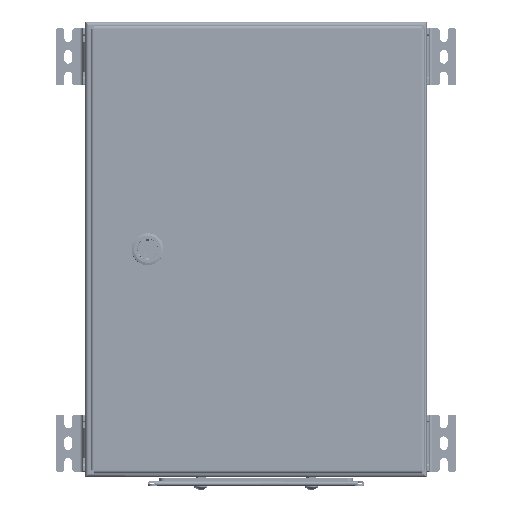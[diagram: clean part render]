
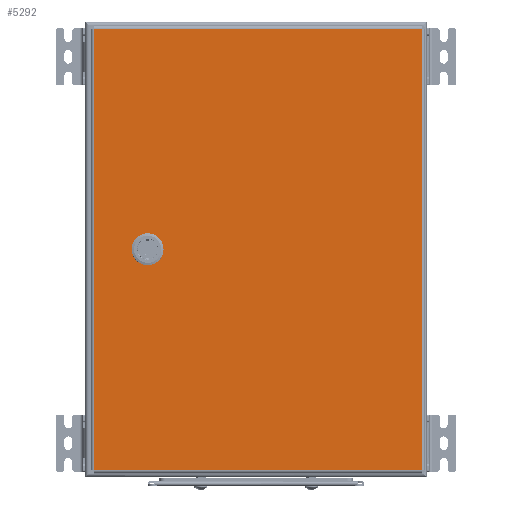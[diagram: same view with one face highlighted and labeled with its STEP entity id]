
A CAD part, top view. The second image highlights one B-rep face of the part: STEP entity #5292.
In plain terms, the highlighted planar face has unit normal (0, 0, 1).
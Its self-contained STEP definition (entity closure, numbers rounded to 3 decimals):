
#87 = LINE ( 'NONE', #54481, #58286 ) ;
#1366 = EDGE_CURVE ( 'NONE', #57483, #15793, #32874, .T. ) ;
#1799 = CARTESIAN_POINT ( 'NONE',  ( 144.793, 194., 0. ) ) ;
#2746 = EDGE_CURVE ( 'NONE', #37492, #21604, #13720, .T. ) ;
#5292 = ADVANCED_FACE ( 'NONE', ( #58126, #7382 ), #24379, .F. ) ;
#5355 = VECTOR ( 'NONE', #11144, 1000. ) ;
#5738 = CARTESIAN_POINT ( 'NONE',  ( 0., -10.25, 0. ) ) ;
#6375 = CIRCLE ( 'NONE', #46872, 11.25 ) ;
#7382 = FACE_OUTER_BOUND ( 'NONE', #25412, .T. ) ;
#7806 = ORIENTED_EDGE ( 'NONE', *, *, #38891, .T. ) ;
#7845 = EDGE_CURVE ( 'NONE', #42733, #21519, #24949, .T. ) ;
#7890 = VERTEX_POINT ( 'NONE', #15418 ) ;
#7983 = CARTESIAN_POINT ( 'NONE',  ( 144., -194., 0. ) ) ;
#8464 = DIRECTION ( 'NONE',  ( 0., 0., -1. ) ) ;
#10245 = CARTESIAN_POINT ( 'NONE',  ( -92.363, -10.25, 0. ) ) ;
#11144 = DIRECTION ( 'NONE',  ( 1., 0., 0. ) ) ;
#12009 = ORIENTED_EDGE ( 'NONE', *, *, #1366, .T. ) ;
#12250 = ORIENTED_EDGE ( 'NONE', *, *, #61100, .F. ) ;
#13720 = LINE ( 'NONE', #29647, #33552 ) ;
#14255 = DIRECTION ( 'NONE',  ( -1., 0., 0. ) ) ;
#14700 = ORIENTED_EDGE ( 'NONE', *, *, #67925, .F. ) ;
#14784 = CARTESIAN_POINT ( 'NONE',  ( -97., 0., 0. ) ) ;
#15418 = CARTESIAN_POINT ( 'NONE',  ( -107.25, -4.637, 0. ) ) ;
#15793 = VERTEX_POINT ( 'NONE', #46880 ) ;
#15911 = VERTEX_POINT ( 'NONE', #49386 ) ;
#16003 = VERTEX_POINT ( 'NONE', #50451 ) ;
#16055 = DIRECTION ( 'NONE',  ( 1., 0., 0. ) ) ;
#16248 = CARTESIAN_POINT ( 'NONE',  ( -101.637, 10.25, 0. ) ) ;
#16424 = CARTESIAN_POINT ( 'NONE',  ( -86.75, -4.637, 0. ) ) ;
#18284 = AXIS2_PLACEMENT_3D ( 'NONE', #14784, #47393, #31084 ) ;
#18458 = VERTEX_POINT ( 'NONE', #16424 ) ;
#19321 = AXIS2_PLACEMENT_3D ( 'NONE', #51957, #35622, #30552 ) ;
#19336 = EDGE_CURVE ( 'NONE', #43664, #57296, #60849, .T. ) ;
#19545 = CARTESIAN_POINT ( 'NONE',  ( -144., -194., 0. ) ) ;
#20642 = VECTOR ( 'NONE', #70015, 1000. ) ;
#20994 = LINE ( 'NONE', #26807, #30112 ) ;
#21519 = VERTEX_POINT ( 'NONE', #29359 ) ;
#21604 = VERTEX_POINT ( 'NONE', #7983 ) ;
#21982 = LINE ( 'NONE', #31785, #69970 ) ;
#22173 = DIRECTION ( 'NONE',  ( 0., 1., 0. ) ) ;
#22783 = CIRCLE ( 'NONE', #19321, 11.25 ) ;
#23290 = EDGE_LOOP ( 'NONE', ( #31837, #40848, #26769, #69811, #12250, #66258, #14700, #12009 ) ) ;
#24379 = PLANE ( 'NONE',  #38810 ) ;
#24441 = DIRECTION ( 'NONE',  ( 0., 0., 1. ) ) ;
#24949 = LINE ( 'NONE', #1799, #38346 ) ;
#25412 = EDGE_LOOP ( 'NONE', ( #65470, #50784, #68597, #7806 ) ) ;
#26769 = ORIENTED_EDGE ( 'NONE', *, *, #32388, .F. ) ;
#26807 = CARTESIAN_POINT ( 'NONE',  ( -86.75, 0., 0. ) ) ;
#29359 = CARTESIAN_POINT ( 'NONE',  ( -144., 194., 0. ) ) ;
#29475 = CARTESIAN_POINT ( 'NONE',  ( 0., 0., 0. ) ) ;
#29647 = CARTESIAN_POINT ( 'NONE',  ( -144.793, -194., 0. ) ) ;
#30112 = VECTOR ( 'NONE', #48914, 1000. ) ;
#30552 = DIRECTION ( 'NONE',  ( 1., 0., 0. ) ) ;
#30606 = CARTESIAN_POINT ( 'NONE',  ( -97., 0., 0. ) ) ;
#31084 = DIRECTION ( 'NONE',  ( 1., 0., 0. ) ) ;
#31785 = CARTESIAN_POINT ( 'NONE',  ( -144., 194.793, 0. ) ) ;
#31837 = ORIENTED_EDGE ( 'NONE', *, *, #65438, .F. ) ;
#32388 = EDGE_CURVE ( 'NONE', #57296, #18458, #63541, .T. ) ;
#32874 = LINE ( 'NONE', #39038, #5355 ) ;
#33552 = VECTOR ( 'NONE', #68852, 1000. ) ;
#35622 = DIRECTION ( 'NONE',  ( 0., 0., 1. ) ) ;
#37492 = VERTEX_POINT ( 'NONE', #19545 ) ;
#38346 = VECTOR ( 'NONE', #57974, 1000. ) ;
#38810 = AXIS2_PLACEMENT_3D ( 'NONE', #29475, #8464, #14255 ) ;
#38891 = EDGE_CURVE ( 'NONE', #21519, #37492, #21982, .T. ) ;
#39038 = CARTESIAN_POINT ( 'NONE',  ( 0., 10.25, 0. ) ) ;
#40848 = ORIENTED_EDGE ( 'NONE', *, *, #70444, .F. ) ;
#41344 = CARTESIAN_POINT ( 'NONE',  ( -107.25, 0., 0. ) ) ;
#42733 = VERTEX_POINT ( 'NONE', #55081 ) ;
#43574 = CARTESIAN_POINT ( 'NONE',  ( -97., 0., 0. ) ) ;
#43664 = VERTEX_POINT ( 'NONE', #44534 ) ;
#44534 = CARTESIAN_POINT ( 'NONE',  ( -101.637, -10.25, 0. ) ) ;
#46872 = AXIS2_PLACEMENT_3D ( 'NONE', #43574, #65744, #16055 ) ;
#46880 = CARTESIAN_POINT ( 'NONE',  ( -92.363, 10.25, 0. ) ) ;
#47393 = DIRECTION ( 'NONE',  ( 0., 0., 1. ) ) ;
#48341 = CIRCLE ( 'NONE', #18284, 11.25 ) ;
#48442 = AXIS2_PLACEMENT_3D ( 'NONE', #30606, #24441, #69796 ) ;
#48454 = DIRECTION ( 'NONE',  ( 0., -1., 0. ) ) ;
#48914 = DIRECTION ( 'NONE',  ( 0., 1., 0. ) ) ;
#49238 = DIRECTION ( 'NONE',  ( 1., 0., 0. ) ) ;
#49386 = CARTESIAN_POINT ( 'NONE',  ( -107.25, 4.637, 0. ) ) ;
#50451 = CARTESIAN_POINT ( 'NONE',  ( -86.75, 4.637, 0. ) ) ;
#50784 = ORIENTED_EDGE ( 'NONE', *, *, #64607, .T. ) ;
#51957 = CARTESIAN_POINT ( 'NONE',  ( -97., 0., 0. ) ) ;
#54481 = CARTESIAN_POINT ( 'NONE',  ( 144., -194.793, 0. ) ) ;
#55081 = CARTESIAN_POINT ( 'NONE',  ( 144., 194., 0. ) ) ;
#57296 = VERTEX_POINT ( 'NONE', #10245 ) ;
#57483 = VERTEX_POINT ( 'NONE', #16248 ) ;
#57974 = DIRECTION ( 'NONE',  ( -1., 0., 0. ) ) ;
#58126 = FACE_BOUND ( 'NONE', #23290, .T. ) ;
#58286 = VECTOR ( 'NONE', #22173, 1000. ) ;
#60849 = LINE ( 'NONE', #5738, #61696 ) ;
#61100 = EDGE_CURVE ( 'NONE', #7890, #43664, #6375, .T. ) ;
#61696 = VECTOR ( 'NONE', #49238, 1000. ) ;
#63500 = LINE ( 'NONE', #41344, #20642 ) ;
#63541 = CIRCLE ( 'NONE', #48442, 11.25 ) ;
#64607 = EDGE_CURVE ( 'NONE', #21604, #42733, #87, .T. ) ;
#65438 = EDGE_CURVE ( 'NONE', #16003, #15793, #22783, .T. ) ;
#65470 = ORIENTED_EDGE ( 'NONE', *, *, #2746, .T. ) ;
#65744 = DIRECTION ( 'NONE',  ( 0., 0., 1. ) ) ;
#66258 = ORIENTED_EDGE ( 'NONE', *, *, #68621, .T. ) ;
#67925 = EDGE_CURVE ( 'NONE', #57483, #15911, #48341, .T. ) ;
#68597 = ORIENTED_EDGE ( 'NONE', *, *, #7845, .T. ) ;
#68621 = EDGE_CURVE ( 'NONE', #7890, #15911, #63500, .T. ) ;
#68852 = DIRECTION ( 'NONE',  ( 1., 0., 0. ) ) ;
#69796 = DIRECTION ( 'NONE',  ( 1., 0., 0. ) ) ;
#69811 = ORIENTED_EDGE ( 'NONE', *, *, #19336, .F. ) ;
#69970 = VECTOR ( 'NONE', #48454, 1000. ) ;
#70015 = DIRECTION ( 'NONE',  ( 0., 1., 0. ) ) ;
#70444 = EDGE_CURVE ( 'NONE', #18458, #16003, #20994, .T. ) ;
